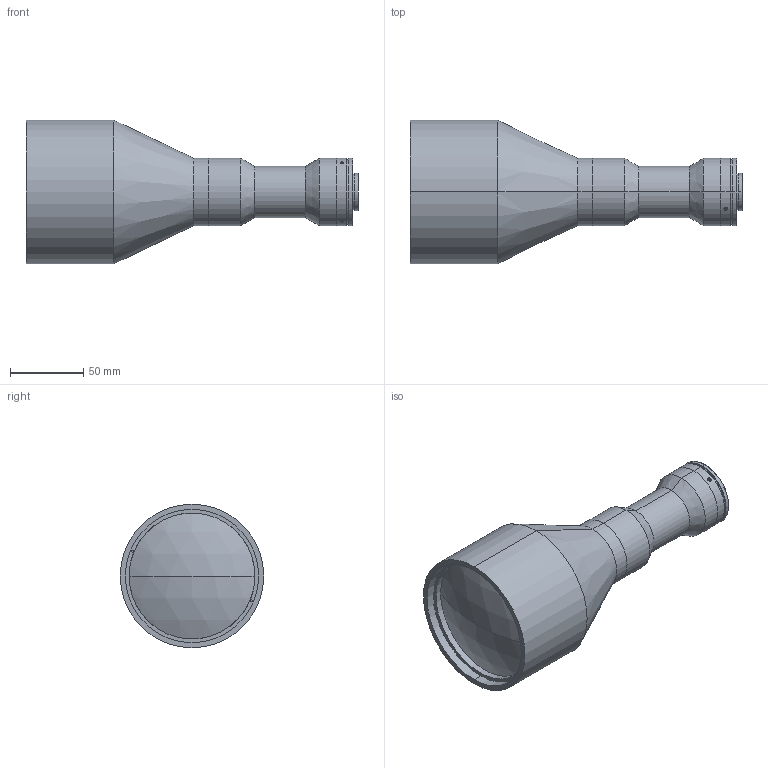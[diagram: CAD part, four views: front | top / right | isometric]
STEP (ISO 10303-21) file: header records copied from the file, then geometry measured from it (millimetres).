
FILE_DESCRIPTION (( 'STEP AP203' ), '1' );
FILE_NAME ('XF-10MDT025X220C-1.1C-AOI.STEP', '2024-11-25T02:04:59', ( '' ), ( '' ), 'SwSTEP 2.0', 'SolidWorks 2022', '' );
FILE_SCHEMA (( 'CONFIG_CONTROL_DESIGN' ));
Length unit declared in the file: millimetre
Products named in the file (1): XF-10MDT025X220C-1.1C-AOI
Bounding box: 226.6 x 98 x 98 mm (x, y, z)
Surface area: 65660 mm2 (no closed solid volume)
Topology: 0 solids, 12 shells, 85 faces, 218 edges, 143 vertices
Faces by surface type: plane 37, cylinder 34, cone 12, sphere 2
Entity records: 2812 total; most frequent: CARTESIAN_POINT 671, DIRECTION 460, ORIENTED_EDGE 362, EDGE_CURVE 214, AXIS2_PLACEMENT_3D 172, VERTEX_POINT 143, LINE 116, VECTOR 116
